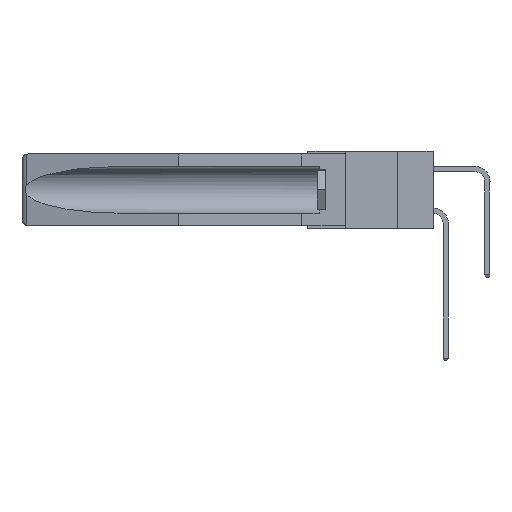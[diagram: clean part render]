
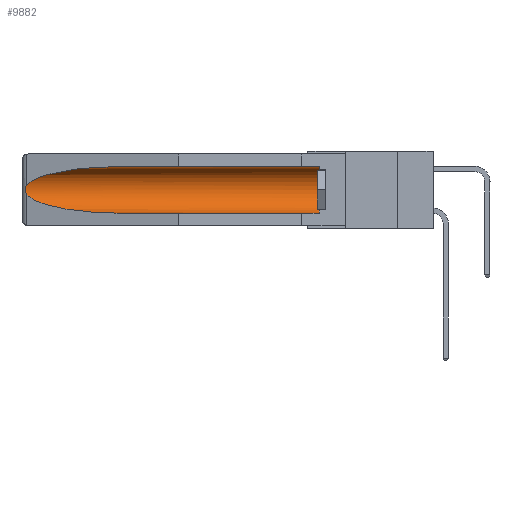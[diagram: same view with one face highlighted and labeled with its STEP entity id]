
A CAD part, left-side view. The second image highlights one B-rep face of the part: STEP entity #9882.
In plain terms, the highlighted cylindrical face has radius 2.857 mm (diameter 5.715 mm), a partial arc.
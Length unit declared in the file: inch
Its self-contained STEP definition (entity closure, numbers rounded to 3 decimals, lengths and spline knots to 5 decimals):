
#54 = CARTESIAN_POINT ( 'NONE',  ( 0.155, 0.126, -0.284 ) ) ;
#100 = VECTOR ( 'NONE', #20016, 39.37008 ) ;
#367 = ORIENTED_EDGE ( 'NONE', *, *, #10604, .T. ) ;
#767 = CARTESIAN_POINT ( 'NONE',  ( 0.2675, 1.53308, -0.16763 ) ) ;
#1543 = CARTESIAN_POINT ( 'NONE',  ( 0.155, -0.30754, -0.284 ) ) ;
#1631 = CARTESIAN_POINT ( 'NONE',  ( 0.26537, 1.52718, -0.19328 ) ) ;
#2128 =( BOUNDED_CURVE ( )  B_SPLINE_CURVE ( 3, ( #1631, #9590, #13826, #3597 ),
 .UNSPECIFIED., .F., .F. ) 
 B_SPLINE_CURVE_WITH_KNOTS ( ( 4, 4 ),
 ( 0.1948, 1.5708 ),
 .UNSPECIFIED. ) 
 CURVE ( )  GEOMETRIC_REPRESENTATION_ITEM ( )  RATIONAL_B_SPLINE_CURVE ( ( 1., 0.848, 0.848, 1. ) ) 
 REPRESENTATION_ITEM ( '' )  );
#2607 = LINE ( 'NONE', #15343, #23783 ) ;
#3597 = CARTESIAN_POINT ( 'NONE',  ( 0.155, 1.07973, -0.284 ) ) ;
#3607 = ORIENTED_EDGE ( 'NONE', *, *, #16609, .F. ) ;
#3652 = EDGE_CURVE ( 'NONE', #23598, #5638, #2607, .T. ) ;
#4196 = CARTESIAN_POINT ( 'NONE',  ( 0.25451, 1.48313, -0.09465 ) ) ;
#4637 = CARTESIAN_POINT ( 'NONE',  ( 0.26537, 1.52718, -0.14972 ) ) ;
#4906 = DIRECTION ( 'NONE',  ( 0., 0., 1. ) ) ;
#4973 = CIRCLE ( 'NONE', #22324, 0.1125 ) ;
#5638 = VERTEX_POINT ( 'NONE', #23888 ) ;
#6258 = CARTESIAN_POINT ( 'NONE',  ( 0.21114, 1.30732, -0.059 ) ) ;
#6680 = CARTESIAN_POINT ( 'NONE',  ( 0.26654, 1.53092, -0.15636 ) ) ;
#6682 = VERTEX_POINT ( 'NONE', #54 ) ;
#6873 = B_SPLINE_CURVE_WITH_KNOTS ( 'NONE', 3,
 ( #4637, #21131, #6680, #17303, #767, #21040, #25447, #11098, #15043, #17121 ),
 .UNSPECIFIED., .F., .F.,
 ( 4, 2, 2, 2, 4 ),
 ( 0., 0.00029, 0.00058, 0.00087, 0.00117 ),
 .UNSPECIFIED. ) ;
#7233 = AXIS2_PLACEMENT_3D ( 'NONE', #25699, #17556, #4906 ) ;
#7391 = VERTEX_POINT ( 'NONE', #22462 ) ;
#7546 =( BOUNDED_CURVE ( )  B_SPLINE_CURVE ( 3, ( #9198, #6258, #4196, #26549 ),
 .UNSPECIFIED., .F., .T. ) 
 B_SPLINE_CURVE_WITH_KNOTS ( ( 4, 4 ),
 ( 4.71239, 6.08839 ),
 .UNSPECIFIED. ) 
 CURVE ( )  GEOMETRIC_REPRESENTATION_ITEM ( )  RATIONAL_B_SPLINE_CURVE ( ( 1., 0.848, 0.848, 1. ) ) 
 REPRESENTATION_ITEM ( '' )  );
#8309 = ORIENTED_EDGE ( 'NONE', *, *, #3652, .T. ) ;
#8378 = CYLINDRICAL_SURFACE ( 'NONE', #7233, 0.1125 ) ;
#8549 = VERTEX_POINT ( 'NONE', #23972 ) ;
#8767 = CARTESIAN_POINT ( 'NONE',  ( 0.26537, 1.52718, -0.19328 ) ) ;
#9198 = CARTESIAN_POINT ( 'NONE',  ( 0.155, 1.07973, -0.059 ) ) ;
#9590 = CARTESIAN_POINT ( 'NONE',  ( 0.25451, 1.48313, -0.24835 ) ) ;
#9836 = ORIENTED_EDGE ( 'NONE', *, *, #18795, .T. ) ;
#9882 = ADVANCED_FACE ( 'NONE', ( #17074 ), #8378, .F. ) ;
#10604 = EDGE_CURVE ( 'NONE', #24722, #7391, #2128, .T. ) ;
#11098 = CARTESIAN_POINT ( 'NONE',  ( 0.26655, 1.53094, -0.18657 ) ) ;
#13826 = CARTESIAN_POINT ( 'NONE',  ( 0.21114, 1.30732, -0.284 ) ) ;
#14587 = ORIENTED_EDGE ( 'NONE', *, *, #24934, .T. ) ;
#15043 = CARTESIAN_POINT ( 'NONE',  ( 0.26597, 1.5296, -0.19026 ) ) ;
#15075 = DIRECTION ( 'NONE',  ( 0., 1., 0. ) ) ;
#15343 = CARTESIAN_POINT ( 'NONE',  ( 0.155, -0.30754, -0.059 ) ) ;
#16507 = CARTESIAN_POINT ( 'NONE',  ( 0.155, 0.126, -0.1715 ) ) ;
#16609 = EDGE_CURVE ( 'NONE', #6682, #7391, #17789, .T. ) ;
#17074 = FACE_OUTER_BOUND ( 'NONE', #25110, .T. ) ;
#17121 = CARTESIAN_POINT ( 'NONE',  ( 0.26537, 1.52718, -0.19328 ) ) ;
#17303 = CARTESIAN_POINT ( 'NONE',  ( 0.2673, 1.5327, -0.16383 ) ) ;
#17379 = CARTESIAN_POINT ( 'NONE',  ( 0.155, 0.126, -0.059 ) ) ;
#17556 = DIRECTION ( 'NONE',  ( 0., 1., 0. ) ) ;
#17789 = LINE ( 'NONE', #1543, #100 ) ;
#18377 = DIRECTION ( 'NONE',  ( 0., 0., 1. ) ) ;
#18472 = DIRECTION ( 'NONE',  ( 0., -1., 0. ) ) ;
#18795 = EDGE_CURVE ( 'NONE', #8549, #24722, #6873, .T. ) ;
#20016 = DIRECTION ( 'NONE',  ( 0., 1., 0. ) ) ;
#21040 = CARTESIAN_POINT ( 'NONE',  ( 0.2675, 1.53308, -0.17534 ) ) ;
#21131 = CARTESIAN_POINT ( 'NONE',  ( 0.26597, 1.52961, -0.15275 ) ) ;
#22324 = AXIS2_PLACEMENT_3D ( 'NONE', #16507, #18472, #18377 ) ;
#22462 = CARTESIAN_POINT ( 'NONE',  ( 0.155, 1.07973, -0.284 ) ) ;
#22567 = ORIENTED_EDGE ( 'NONE', *, *, #23300, .T. ) ;
#23300 = EDGE_CURVE ( 'NONE', #6682, #23598, #4973, .T. ) ;
#23598 = VERTEX_POINT ( 'NONE', #17379 ) ;
#23783 = VECTOR ( 'NONE', #15075, 39.37008 ) ;
#23888 = CARTESIAN_POINT ( 'NONE',  ( 0.155, 1.07973, -0.059 ) ) ;
#23972 = CARTESIAN_POINT ( 'NONE',  ( 0.26537, 1.52718, -0.14972 ) ) ;
#24722 = VERTEX_POINT ( 'NONE', #8767 ) ;
#24934 = EDGE_CURVE ( 'NONE', #5638, #8549, #7546, .T. ) ;
#25110 = EDGE_LOOP ( 'NONE', ( #14587, #9836, #367, #3607, #22567, #8309 ) ) ;
#25447 = CARTESIAN_POINT ( 'NONE',  ( 0.2673, 1.53269, -0.17917 ) ) ;
#25699 = CARTESIAN_POINT ( 'NONE',  ( 0.155, -0.30754, -0.1715 ) ) ;
#26549 = CARTESIAN_POINT ( 'NONE',  ( 0.26537, 1.52718, -0.14972 ) ) ;
